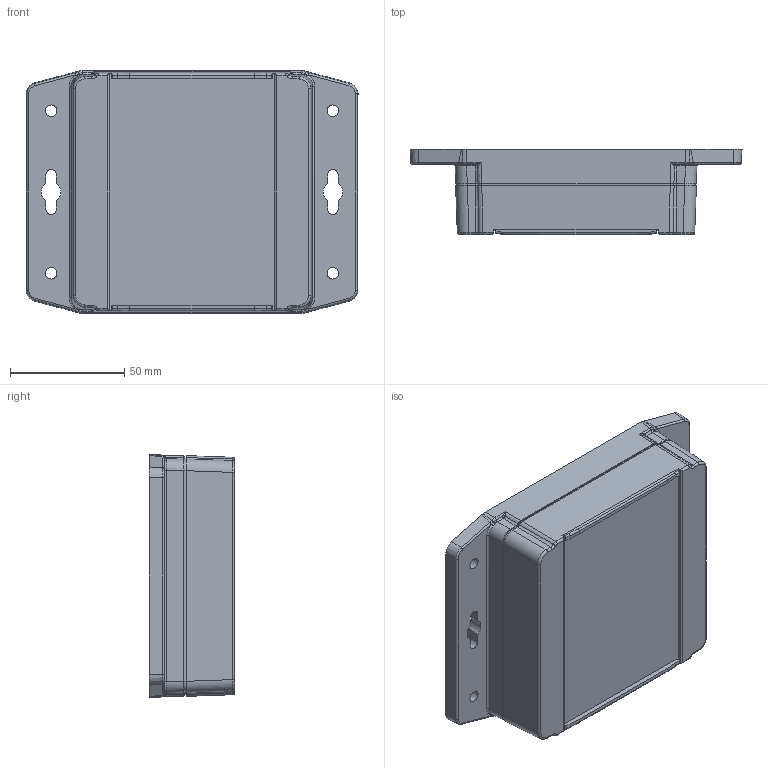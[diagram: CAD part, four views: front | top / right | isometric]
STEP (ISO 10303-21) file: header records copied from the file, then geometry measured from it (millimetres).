
FILE_DESCRIPTION (( 'STEP AP214' ), '1' );
FILE_NAME ('1555LF17GY.STEP', '2023-06-20T10:45:18', ( '' ), ( '' ), 'SwSTEP 2.0', 'SolidWorks 2021', '' );
FILE_SCHEMA (( 'AUTOMOTIVE_DESIGN' ));
Length unit declared in the file: inch
Products named in the file (1): 1555LF17GY
Bounding box: 145 x 37.2 x 106.05 mm (x, y, z)
Volume: 142739.9 mm3; surface area: 96960.1 mm2
Topology: 7 solids, 7 shells, 1303 faces, 3080 edges, 1856 vertices
Faces by surface type: plane 429, bspline 350, cylinder 322, cone 190, torus 12
Full cylindrical faces by diameter (mm): 3.251 x4, 3.5 x4, 3.88 x4, 4.013 x4, 7 x4
Entity records: 48728 total; most frequent: CARTESIAN_POINT 21969, ORIENTED_EDGE 5840, DIRECTION 4800, EDGE_CURVE 2920, VERTEX_POINT 1812, AXIS2_PLACEMENT_3D 1764, EDGE_LOOP 1506, FACE_OUTER_BOUND 1343
